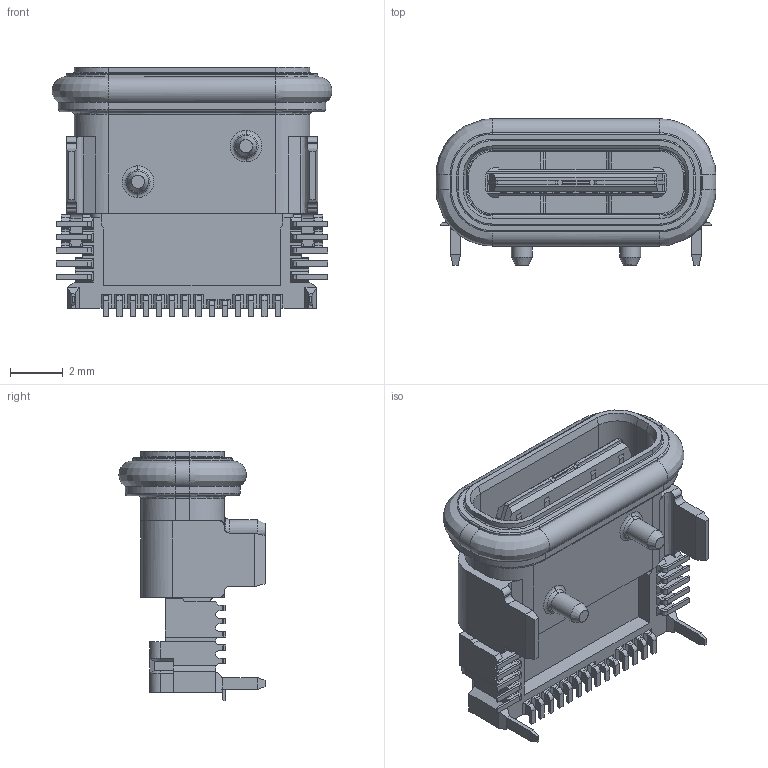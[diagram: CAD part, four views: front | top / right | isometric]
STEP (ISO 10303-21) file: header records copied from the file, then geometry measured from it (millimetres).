
FILE_DESCRIPTION(('HOOPS Exchange Step'),'2;1');
FILE_NAME('24pin_WP_180509.step','2020-01-09T11:22:19+00:00',('SYSTEM'),('Unknown organisation'),'HOOPS Exchange 10.0','HOOPS Exchange','Unknown authorisation');
FILE_SCHEMA( ('AUTOMOTIVE_DESIGN { 1 0 10303 214 1 1 1 1 }') );
Length unit declared in the file: millimetre
Products named in the file (2): Default; 24pin_WP_180509
Assembly tree (1 placements, depth 2):
  24pin_WP_180509
    Default
Bounding box: 10.61 x 5.54 x 9.48 mm (x, y, z)
Volume: 186.7 mm3; surface area: 947.4 mm2
Topology: 40 solids, 40 shells, 1890 faces, 5373 edges, 3535 vertices
Faces by surface type: plane 1276, cylinder 375, extrusion 160, bspline 65, cone 14
Full cylindrical faces by diameter (mm): 0.8 x2, 0.85 x2
Entity records: 71123 total; most frequent: CARTESIAN_POINT 26852, ORIENTED_EDGE 10746, DIRECTION 6350, EDGE_CURVE 5373, VERTEX_POINT 3535, B_SPLINE_CURVE_WITH_KNOTS 2899, VECTOR 2574, LINE 2414
